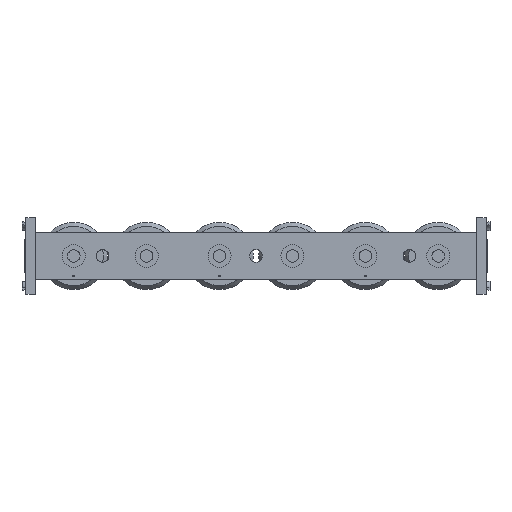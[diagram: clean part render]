
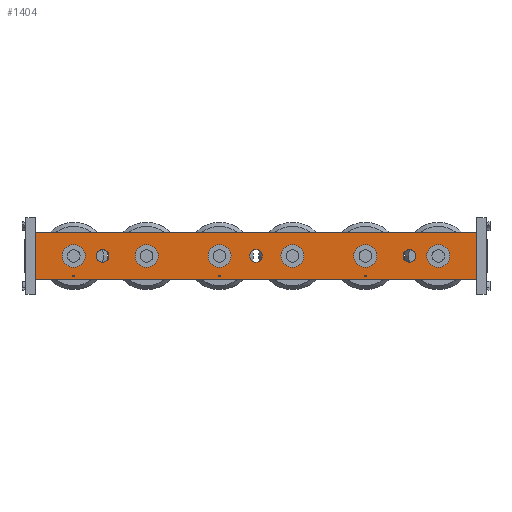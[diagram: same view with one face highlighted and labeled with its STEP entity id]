
A CAD part, top view. The second image highlights one B-rep face of the part: STEP entity #1404.
In plain terms, the highlighted planar face has unit normal (0, 0, 1).
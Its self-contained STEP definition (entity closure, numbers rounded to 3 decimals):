
#223=CARTESIAN_POINT('',(198.323,0.0,7.25));
#224=VERTEX_POINT('',#223);
#225=CARTESIAN_POINT('',(195.0,0.0,7.25));
#226=DIRECTION('',(0.0,0.0,-1.0));
#227=DIRECTION('',(1.0,0.0,0.0));
#228=AXIS2_PLACEMENT_3D('',#225,#226,#227);
#229=CIRCLE('',#228,3.324);
#230=EDGE_CURVE('',#224,#224,#229,.T.);
#251=CARTESIAN_POINT('',(118.324,0.0,7.25));
#252=VERTEX_POINT('',#251);
#253=CARTESIAN_POINT('',(115.0,0.0,7.25));
#254=DIRECTION('',(0.0,0.0,-1.0));
#255=DIRECTION('',(1.0,0.0,0.0));
#256=AXIS2_PLACEMENT_3D('',#253,#254,#255);
#257=CIRCLE('',#256,3.324);
#258=EDGE_CURVE('',#252,#252,#257,.T.);
#279=CARTESIAN_POINT('',(38.323,0.0,7.25));
#280=VERTEX_POINT('',#279);
#281=CARTESIAN_POINT('',(35.0,0.0,7.25));
#282=DIRECTION('',(0.0,0.0,-1.0));
#283=DIRECTION('',(1.0,0.0,0.0));
#284=AXIS2_PLACEMENT_3D('',#281,#282,#283);
#285=CIRCLE('',#284,3.324);
#286=EDGE_CURVE('',#280,#280,#285,.T.);
#483=CARTESIAN_POINT('',(216.0,0.0,7.25));
#484=VERTEX_POINT('',#483);
#485=CARTESIAN_POINT('',(210.,0.0,7.25));
#486=DIRECTION('',(0.0,0.0,-1.0));
#487=DIRECTION('',(1.0,0.0,0.0));
#488=AXIS2_PLACEMENT_3D('',#485,#486,#487);
#489=CIRCLE('',#488,6.);
#490=EDGE_CURVE('',#484,#484,#489,.T.);
#591=CARTESIAN_POINT('',(140.0,0.0,7.25));
#592=VERTEX_POINT('',#591);
#593=CARTESIAN_POINT('',(134.,0.0,7.25));
#594=DIRECTION('',(0.0,0.0,-1.0));
#595=DIRECTION('',(1.0,0.0,0.0));
#596=AXIS2_PLACEMENT_3D('',#593,#594,#595);
#597=CIRCLE('',#596,6.);
#598=EDGE_CURVE('',#592,#592,#597,.T.);
#671=CARTESIAN_POINT('',(64.0,0.0,7.25));
#672=VERTEX_POINT('',#671);
#673=CARTESIAN_POINT('',(58.,0.0,7.25));
#674=DIRECTION('',(0.0,0.0,-1.0));
#675=DIRECTION('',(1.0,0.0,0.0));
#676=AXIS2_PLACEMENT_3D('',#673,#674,#675);
#677=CIRCLE('',#676,6.);
#678=EDGE_CURVE('',#672,#672,#677,.T.);
#807=CARTESIAN_POINT('',(178.0,0.0,7.25));
#808=VERTEX_POINT('',#807);
#809=CARTESIAN_POINT('',(172.,0.0,7.25));
#810=DIRECTION('',(0.0,0.0,-1.0));
#811=DIRECTION('',(1.0,0.0,0.0));
#812=AXIS2_PLACEMENT_3D('',#809,#810,#811);
#813=CIRCLE('',#812,6.);
#814=EDGE_CURVE('',#808,#808,#813,.T.);
#915=CARTESIAN_POINT('',(102.,0.0,7.25));
#916=VERTEX_POINT('',#915);
#917=CARTESIAN_POINT('',(96.,0.0,7.25));
#918=DIRECTION('',(0.0,0.0,-1.0));
#919=DIRECTION('',(1.0,0.0,0.0));
#920=AXIS2_PLACEMENT_3D('',#917,#918,#919);
#921=CIRCLE('',#920,6.);
#922=EDGE_CURVE('',#916,#916,#921,.T.);
#1012=CARTESIAN_POINT('',(172.5,-10.45,7.25));
#1013=VERTEX_POINT('',#1012);
#1014=CARTESIAN_POINT('',(172.,-10.45,7.25));
#1015=DIRECTION('',(0.0,0.0,-1.0));
#1016=DIRECTION('',(1.0,0.0,0.0));
#1017=AXIS2_PLACEMENT_3D('',#1014,#1015,#1016);
#1018=CIRCLE('',#1017,0.5);
#1019=EDGE_CURVE('',#1013,#1013,#1018,.T.);
#1049=CARTESIAN_POINT('',(96.5,-10.45,7.25));
#1050=VERTEX_POINT('',#1049);
#1051=CARTESIAN_POINT('',(96.,-10.45,7.25));
#1052=DIRECTION('',(0.0,0.0,-1.0));
#1053=DIRECTION('',(1.0,0.0,0.0));
#1054=AXIS2_PLACEMENT_3D('',#1051,#1052,#1053);
#1055=CIRCLE('',#1054,0.5);
#1056=EDGE_CURVE('',#1050,#1050,#1055,.T.);
#1086=CARTESIAN_POINT('',(20.5,-10.45,7.25));
#1087=VERTEX_POINT('',#1086);
#1088=CARTESIAN_POINT('',(20.0,-10.45,7.25));
#1089=DIRECTION('',(0.0,0.0,-1.0));
#1090=DIRECTION('',(1.0,0.0,0.0));
#1091=AXIS2_PLACEMENT_3D('',#1088,#1089,#1090);
#1092=CIRCLE('',#1091,0.5);
#1093=EDGE_CURVE('',#1087,#1087,#1092,.T.);
#1106=CARTESIAN_POINT('',(26.0,0.0,7.25));
#1107=VERTEX_POINT('',#1106);
#1108=CARTESIAN_POINT('',(20.0,0.0,7.25));
#1109=DIRECTION('',(0.0,0.0,-1.0));
#1110=DIRECTION('',(1.0,0.0,0.0));
#1111=AXIS2_PLACEMENT_3D('',#1108,#1109,#1110);
#1112=CIRCLE('',#1111,6.);
#1113=EDGE_CURVE('',#1107,#1107,#1112,.T.);
#1214=CARTESIAN_POINT('',(230.0,12.45,7.25));
#1215=VERTEX_POINT('',#1214);
#1232=CARTESIAN_POINT('',(0.0,12.45,7.25));
#1233=VERTEX_POINT('',#1232);
#1240=CARTESIAN_POINT('',(0.0,12.45,7.25));
#1241=DIRECTION('',(1.0,0.0,0.0));
#1242=VECTOR('',#1241,230.0);
#1243=LINE('',#1240,#1242);
#1244=EDGE_CURVE('',#1233,#1215,#1243,.T.);
#1321=CARTESIAN_POINT('',(230.0,-12.45,7.25));
#1322=VERTEX_POINT('',#1321);
#1329=CARTESIAN_POINT('',(0.0,-12.45,7.25));
#1330=VERTEX_POINT('',#1329);
#1331=CARTESIAN_POINT('',(0.0,-12.45,7.25));
#1332=DIRECTION('',(1.0,0.0,0.0));
#1333=VECTOR('',#1332,230.0);
#1334=LINE('',#1331,#1333);
#1335=EDGE_CURVE('',#1330,#1322,#1334,.T.);
#1347=CARTESIAN_POINT('',(0.0,-12.45,7.25));
#1348=DIRECTION('',(0.0,0.0,1.0));
#1349=DIRECTION('',(1.0,0.0,0.0));
#1350=AXIS2_PLACEMENT_3D('',#1347,#1348,#1349);
#1351=PLANE('',#1350);
#1352=CARTESIAN_POINT('',(230.0,-12.45,7.25));
#1353=DIRECTION('',(0.0,1.0,0.0));
#1354=VECTOR('',#1353,24.9);
#1355=LINE('',#1352,#1354);
#1356=EDGE_CURVE('',#1322,#1215,#1355,.T.);
#1357=ORIENTED_EDGE('',*,*,#1356,.T.);
#1358=ORIENTED_EDGE('',*,*,#1244,.F.);
#1359=CARTESIAN_POINT('',(0.0,-12.45,7.25));
#1360=DIRECTION('',(0.0,1.0,0.0));
#1361=VECTOR('',#1360,24.9);
#1362=LINE('',#1359,#1361);
#1363=EDGE_CURVE('',#1330,#1233,#1362,.T.);
#1364=ORIENTED_EDGE('',*,*,#1363,.F.);
#1365=ORIENTED_EDGE('',*,*,#1335,.T.);
#1366=EDGE_LOOP('',(#1357,#1358,#1364,#1365));
#1367=FACE_OUTER_BOUND('',#1366,.T.);
#1368=ORIENTED_EDGE('',*,*,#230,.T.);
#1369=EDGE_LOOP('',(#1368));
#1370=FACE_BOUND('',#1369,.T.);
#1371=ORIENTED_EDGE('',*,*,#258,.T.);
#1372=EDGE_LOOP('',(#1371));
#1373=FACE_BOUND('',#1372,.T.);
#1374=ORIENTED_EDGE('',*,*,#286,.T.);
#1375=EDGE_LOOP('',(#1374));
#1376=FACE_BOUND('',#1375,.T.);
#1377=ORIENTED_EDGE('',*,*,#490,.T.);
#1378=EDGE_LOOP('',(#1377));
#1379=FACE_BOUND('',#1378,.T.);
#1380=ORIENTED_EDGE('',*,*,#598,.T.);
#1381=EDGE_LOOP('',(#1380));
#1382=FACE_BOUND('',#1381,.T.);
#1383=ORIENTED_EDGE('',*,*,#678,.T.);
#1384=EDGE_LOOP('',(#1383));
#1385=FACE_BOUND('',#1384,.T.);
#1386=ORIENTED_EDGE('',*,*,#814,.T.);
#1387=EDGE_LOOP('',(#1386));
#1388=FACE_BOUND('',#1387,.T.);
#1389=ORIENTED_EDGE('',*,*,#922,.T.);
#1390=EDGE_LOOP('',(#1389));
#1391=FACE_BOUND('',#1390,.T.);
#1392=ORIENTED_EDGE('',*,*,#1019,.T.);
#1393=EDGE_LOOP('',(#1392));
#1394=FACE_BOUND('',#1393,.T.);
#1395=ORIENTED_EDGE('',*,*,#1056,.T.);
#1396=EDGE_LOOP('',(#1395));
#1397=FACE_BOUND('',#1396,.T.);
#1398=ORIENTED_EDGE('',*,*,#1093,.T.);
#1399=EDGE_LOOP('',(#1398));
#1400=FACE_BOUND('',#1399,.T.);
#1401=ORIENTED_EDGE('',*,*,#1113,.T.);
#1402=EDGE_LOOP('',(#1401));
#1403=FACE_BOUND('',#1402,.T.);
#1404=ADVANCED_FACE('',(#1367,#1370,#1373,#1376,#1379,#1382,#1385,#1388,#1391,#1394,#1397,#1400,#1403),#1351,.T.);
